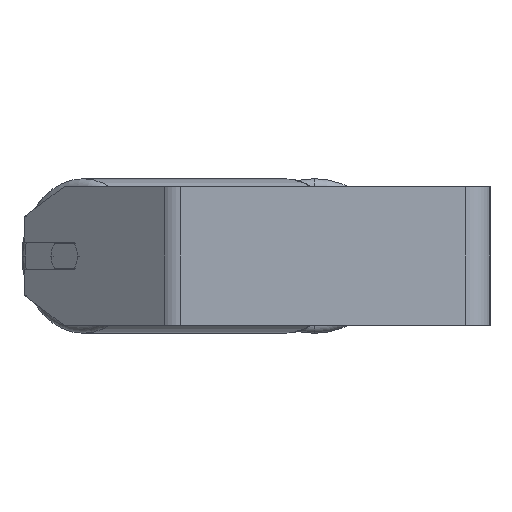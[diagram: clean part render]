
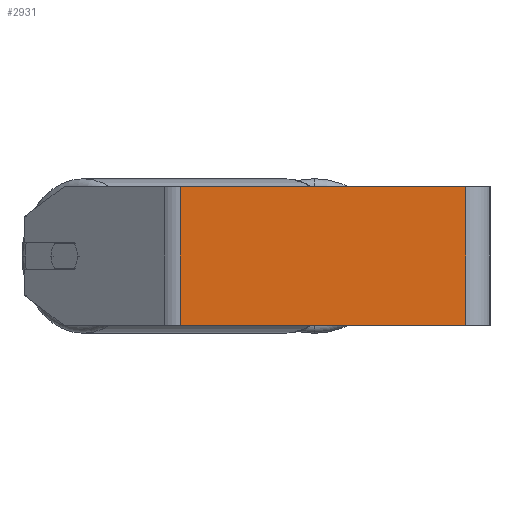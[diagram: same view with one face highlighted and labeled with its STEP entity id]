
A CAD part, left-side view. The second image highlights one B-rep face of the part: STEP entity #2931.
In plain terms, the highlighted planar face has unit normal (-1, 0, 0).
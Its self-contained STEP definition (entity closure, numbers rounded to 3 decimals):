
#124 = AXIS2_PLACEMENT_3D ( 'NONE', #2945, #7557, #7519 ) ;
#361 = FACE_OUTER_BOUND ( 'NONE', #5791, .T. ) ;
#731 = DIRECTION ( 'NONE',  ( 0., -1., 0. ) ) ;
#1439 = CARTESIAN_POINT ( 'NONE',  ( -340., 178.141, 40. ) ) ;
#1623 = CARTESIAN_POINT ( 'NONE',  ( -340., 14., 40. ) ) ;
#1629 = EDGE_CURVE ( 'NONE', #5538, #2322, #3300, .T. ) ;
#1702 = ORIENTED_EDGE ( 'NONE', *, *, #1629, .F. ) ;
#1730 = EDGE_CURVE ( 'NONE', #4687, #2609, #7994, .T. ) ;
#1862 = CARTESIAN_POINT ( 'NONE',  ( -340., 14., 40. ) ) ;
#2035 = VECTOR ( 'NONE', #7908, 1000. ) ;
#2322 = VERTEX_POINT ( 'NONE', #6037 ) ;
#2353 = VECTOR ( 'NONE', #731, 1000. ) ;
#2374 = ORIENTED_EDGE ( 'NONE', *, *, #7990, .T. ) ;
#2528 = EDGE_CURVE ( 'NONE', #4687, #5538, #5180, .T. ) ;
#2609 = VERTEX_POINT ( 'NONE', #3800 ) ;
#2630 = DIRECTION ( 'NONE',  ( 0., 0., -1. ) ) ;
#2666 = CARTESIAN_POINT ( 'NONE',  ( -340., 178.141, 40. ) ) ;
#2931 = ADVANCED_FACE ( 'NONE', ( #361 ), #3584, .F. ) ;
#2945 = CARTESIAN_POINT ( 'NONE',  ( -340., 183.236, 40. ) ) ;
#3300 = LINE ( 'NONE', #1862, #3512 ) ;
#3512 = VECTOR ( 'NONE', #2630, 1000. ) ;
#3584 = PLANE ( 'NONE',  #124 ) ;
#3800 = CARTESIAN_POINT ( 'NONE',  ( -340., 178.141, -40. ) ) ;
#4529 = DIRECTION ( 'NONE',  ( 0., -1., 0. ) ) ;
#4582 = LINE ( 'NONE', #7195, #2353 ) ;
#4687 = VERTEX_POINT ( 'NONE', #1439 ) ;
#5180 = LINE ( 'NONE', #5220, #5970 ) ;
#5220 = CARTESIAN_POINT ( 'NONE',  ( -340., 183.236, 40. ) ) ;
#5403 = ORIENTED_EDGE ( 'NONE', *, *, #1730, .T. ) ;
#5538 = VERTEX_POINT ( 'NONE', #1623 ) ;
#5791 = EDGE_LOOP ( 'NONE', ( #2374, #1702, #7799, #5403 ) ) ;
#5970 = VECTOR ( 'NONE', #4529, 1000. ) ;
#6037 = CARTESIAN_POINT ( 'NONE',  ( -340., 14., -40. ) ) ;
#7195 = CARTESIAN_POINT ( 'NONE',  ( -340., 183.236, -40. ) ) ;
#7519 = DIRECTION ( 'NONE',  ( 0., 0., -1. ) ) ;
#7557 = DIRECTION ( 'NONE',  ( 1., 0., 0. ) ) ;
#7799 = ORIENTED_EDGE ( 'NONE', *, *, #2528, .F. ) ;
#7908 = DIRECTION ( 'NONE',  ( 0., 0., -1. ) ) ;
#7990 = EDGE_CURVE ( 'NONE', #2609, #2322, #4582, .T. ) ;
#7994 = LINE ( 'NONE', #2666, #2035 ) ;
